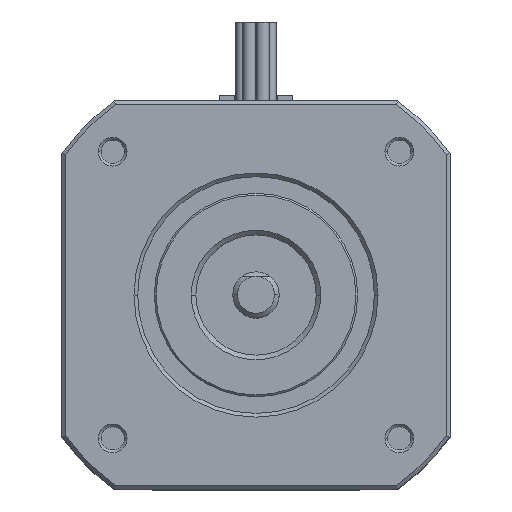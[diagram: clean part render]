
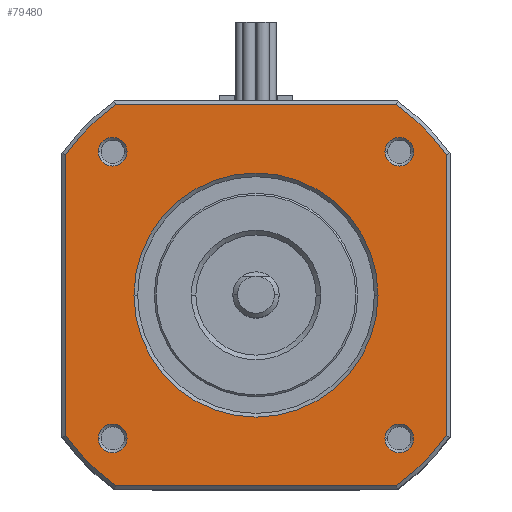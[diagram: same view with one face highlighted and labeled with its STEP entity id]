
A CAD part, top view. The second image highlights one B-rep face of the part: STEP entity #79480.
In plain terms, the highlighted planar face has unit normal (0, 0, 1).
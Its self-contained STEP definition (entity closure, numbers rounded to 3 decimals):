
#64440=CARTESIAN_POINT('',(-15.199,-20.6,0.));
#64450=VERTEX_POINT('',#64440);
#64480=CARTESIAN_POINT('',(0.,-20.6,0.));
#64490=DIRECTION('',(-1.,0.,0.));
#64500=VECTOR('',#64490,1.);
#64510=LINE('',#64480,#64500);
#64520=CARTESIAN_POINT('',(15.199,-20.6,0.));
#64530=VERTEX_POINT('',#64520);
#64540=EDGE_CURVE('',#64530,#64450,#64510,.T.);
#64830=CARTESIAN_POINT('',(0.,0.,0.
));
#64840=DIRECTION('',(-0.,-0.,1.));
#64850=DIRECTION('',(-1.,0.,-0.));
#64860=AXIS2_PLACEMENT_3D('',#64830,#64840,#64850);
#64870=CIRCLE('',#64860,25.6);
#64880=CARTESIAN_POINT('',(20.6,-15.199,0.));
#64890=VERTEX_POINT('',#64880);
#64900=EDGE_CURVE('',#64530,#64890,#64870,.T.);
#65190=CARTESIAN_POINT('',(20.6,0.,-0.));
#65200=DIRECTION('',(0.,-1.,0.));
#65210=VECTOR('',#65200,1.);
#65220=LINE('',#65190,#65210);
#65230=CARTESIAN_POINT('',(20.6,15.199,0.));
#65240=VERTEX_POINT('',#65230);
#65250=EDGE_CURVE('',#65240,#64890,#65220,.T.);
#68810=CARTESIAN_POINT('',(-20.6,15.199,0.));
#68820=VERTEX_POINT('',#68810);
#68850=CARTESIAN_POINT('',(-20.6,0.,0.));
#68860=DIRECTION('',(0.,1.,-0.));
#68870=VECTOR('',#68860,1.);
#68880=LINE('',#68850,#68870);
#68890=CARTESIAN_POINT('',(-20.6,-15.199,
0.));
#68900=VERTEX_POINT('',#68890);
#68910=EDGE_CURVE('',#68900,#68820,#68880,.T.);
#69150=CARTESIAN_POINT('',(0.,0.,0.)
);
#69160=DIRECTION('',(-0.,-0.,1.));
#69170=DIRECTION('',(-1.,0.,-0.));
#69180=AXIS2_PLACEMENT_3D('',#69150,#69160,#69170);
#69190=CIRCLE('',#69180,25.6);
#69200=EDGE_CURVE('',#68900,#64450,#69190,.T.);
#74170=CARTESIAN_POINT('',(0.,0.,
0.));
#74180=DIRECTION('',(-0.,-0.,1.));
#74190=DIRECTION('',(-1.,0.,-0.));
#74200=AXIS2_PLACEMENT_3D('',#74170,#74180,#74190);
#74210=CIRCLE('',#74200,25.6);
#74220=CARTESIAN_POINT('',(15.199,20.6,0.));
#74230=VERTEX_POINT('',#74220);
#74240=EDGE_CURVE('',#65240,#74230,#74210,.T.);
#74530=CARTESIAN_POINT('',(0.,20.6,0.));
#74540=DIRECTION('',(1.,0.,-0.));
#74550=VECTOR('',#74540,1.);
#74560=LINE('',#74530,#74550);
#74570=CARTESIAN_POINT('',(-15.199,20.6,
0.));
#74580=VERTEX_POINT('',#74570);
#74590=EDGE_CURVE('',#74580,#74230,#74560,.T.);
#78520=CARTESIAN_POINT('',(-20.6,-20.6,0.));
#78530=DIRECTION('',(0.,0.,1.));
#78540=DIRECTION('',(1.,0.,-0.));
#78550=AXIS2_PLACEMENT_3D('',#78520,#78530,#78540);
#78560=PLANE('',#78550);
#78570=ORIENTED_EDGE('',*,*,#69200,.T.);
#78580=ORIENTED_EDGE('',*,*,#68910,.F.);
#78590=CARTESIAN_POINT('',(0.,0.,0.
));
#78600=DIRECTION('',(-0.,-0.,1.));
#78610=DIRECTION('',(-1.,0.,-0.));
#78620=AXIS2_PLACEMENT_3D('',#78590,#78600,#78610);
#78630=CIRCLE('',#78620,25.6);
#78640=EDGE_CURVE('',#74580,#68820,#78630,.T.);
#78650=ORIENTED_EDGE('',*,*,#78640,.T.);
#78660=ORIENTED_EDGE('',*,*,#74590,.F.);
#78670=ORIENTED_EDGE('',*,*,#74240,.T.);
#78680=ORIENTED_EDGE('',*,*,#65250,.F.);
#78690=ORIENTED_EDGE('',*,*,#64900,.T.);
#78700=ORIENTED_EDGE('',*,*,#64540,.F.);
#78710=EDGE_LOOP('',(#78700,#78690,#78680,#78670,#78660,#78650,#78580,
#78570));
#78720=FACE_OUTER_BOUND('',#78710,.T.);
#78730=CARTESIAN_POINT('',(-15.5,-15.5,0.));
#78740=DIRECTION('',(-0.,-0.,-1.));
#78750=DIRECTION('',(1.,0.,0.));
#78760=AXIS2_PLACEMENT_3D('',#78730,#78740,#78750);
#78770=CIRCLE('',#78760,1.55);
#78780=CARTESIAN_POINT('',(-13.95,-15.5,0.));
#78790=VERTEX_POINT('',#78780);
#78800=CARTESIAN_POINT('',(-17.05,-15.5,0.));
#78810=VERTEX_POINT('',#78800);
#78820=EDGE_CURVE('',#78790,#78810,#78770,.T.);
#78830=ORIENTED_EDGE('',*,*,#78820,.T.);
#78840=EDGE_CURVE('',#78810,#78790,#78770,.T.);
#78850=ORIENTED_EDGE('',*,*,#78840,.T.);
#78860=EDGE_LOOP('',(#78850,#78830));
#78870=FACE_BOUND('',#78860,.T.);
#78880=CARTESIAN_POINT('',(15.5,-15.5,0.));
#78890=DIRECTION('',(-0.,-0.,-1.));
#78900=DIRECTION('',(1.,0.,0.));
#78910=AXIS2_PLACEMENT_3D('',#78880,#78890,#78900);
#78920=CIRCLE('',#78910,1.55);
#78930=CARTESIAN_POINT('',(13.95,-15.5,0.));
#78940=VERTEX_POINT('',#78930);
#78950=CARTESIAN_POINT('',(17.05,-15.5,0.));
#78960=VERTEX_POINT('',#78950);
#78970=EDGE_CURVE('',#78940,#78960,#78920,.T.);
#78980=ORIENTED_EDGE('',*,*,#78970,.T.);
#78990=EDGE_CURVE('',#78960,#78940,#78920,.T.);
#79000=ORIENTED_EDGE('',*,*,#78990,.T.);
#79010=EDGE_LOOP('',(#79000,#78980));
#79020=FACE_BOUND('',#79010,.T.);
#79030=CARTESIAN_POINT('',(15.5,15.5,0.));
#79040=DIRECTION('',(-0.,-0.,-1.));
#79050=DIRECTION('',(1.,0.,0.));
#79060=AXIS2_PLACEMENT_3D('',#79030,#79040,#79050);
#79070=CIRCLE('',#79060,1.55);
#79080=CARTESIAN_POINT('',(13.95,15.5,0.));
#79090=VERTEX_POINT('',#79080);
#79100=CARTESIAN_POINT('',(17.05,15.5,0.));
#79110=VERTEX_POINT('',#79100);
#79120=EDGE_CURVE('',#79090,#79110,#79070,.T.);
#79130=ORIENTED_EDGE('',*,*,#79120,.T.);
#79140=EDGE_CURVE('',#79110,#79090,#79070,.T.);
#79150=ORIENTED_EDGE('',*,*,#79140,.T.);
#79160=EDGE_LOOP('',(#79150,#79130));
#79170=FACE_BOUND('',#79160,.T.);
#79180=CARTESIAN_POINT('',(-15.5,15.5,0.));
#79190=DIRECTION('',(-0.,-0.,-1.));
#79200=DIRECTION('',(1.,0.,0.));
#79210=AXIS2_PLACEMENT_3D('',#79180,#79190,#79200);
#79220=CIRCLE('',#79210,1.55);
#79230=CARTESIAN_POINT('',(-17.05,15.5,0.));
#79240=VERTEX_POINT('',#79230);
#79250=CARTESIAN_POINT('',(-13.95,15.5,0.));
#79260=VERTEX_POINT('',#79250);
#79270=EDGE_CURVE('',#79240,#79260,#79220,.T.);
#79280=ORIENTED_EDGE('',*,*,#79270,.T.);
#79290=EDGE_CURVE('',#79260,#79240,#79220,.T.);
#79300=ORIENTED_EDGE('',*,*,#79290,.T.);
#79310=EDGE_LOOP('',(#79300,#79280));
#79320=FACE_BOUND('',#79310,.T.);
#79330=CARTESIAN_POINT('',(0.,0.,
0.));
#79340=DIRECTION('',(-0.,-0.,-1.));
#79350=DIRECTION('',(1.,0.,0.));
#79360=AXIS2_PLACEMENT_3D('',#79330,#79340,#79350);
#79370=CIRCLE('',#79360,13.2);
#79380=CARTESIAN_POINT('',(13.2,0.,0.));
#79390=VERTEX_POINT('',#79380);
#79400=CARTESIAN_POINT('',(-13.2,0.,
0.));
#79410=VERTEX_POINT('',#79400);
#79420=EDGE_CURVE('',#79390,#79410,#79370,.T.);
#79430=ORIENTED_EDGE('',*,*,#79420,.T.);
#79440=EDGE_CURVE('',#79410,#79390,#79370,.T.);
#79450=ORIENTED_EDGE('',*,*,#79440,.T.);
#79460=EDGE_LOOP('',(#79450,#79430));
#79470=FACE_BOUND('',#79460,.T.);
#79480=ADVANCED_FACE('',(#78720,#78870,#79020,#79170,#79320,#79470),
#78560,.T.);
